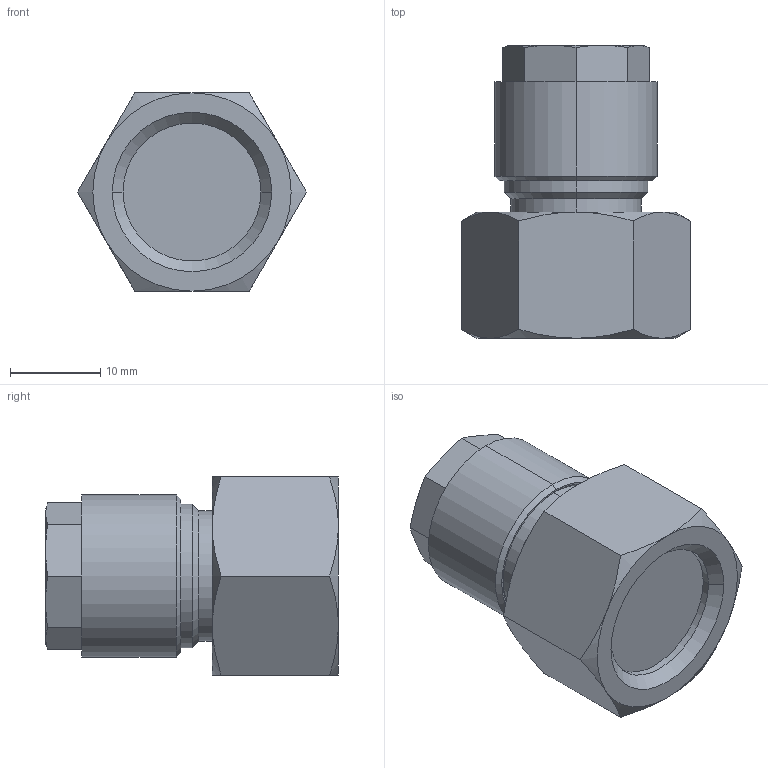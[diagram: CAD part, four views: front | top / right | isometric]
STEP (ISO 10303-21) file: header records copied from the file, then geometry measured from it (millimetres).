
FILE_DESCRIPTION (( 'STEP AP214' ), '1' );
FILE_NAME ('0103000011.step', '2012-09-28T13:21:25', ( '' ), ( '' ), 'SwSTEP 2.0', 'SolidWorks 2012', '' );
FILE_SCHEMA (( 'AUTOMOTIVE_DESIGN' ));
Length unit declared in the file: millimetre
Products named in the file (1): 0103000011
Bounding box: 25.4 x 32.5 x 22 mm (x, y, z)
Volume: 9263.9 mm3; surface area: 3185.4 mm2
Topology: 1 solids, 1 shells, 62 faces, 132 edges, 77 vertices
Faces by surface type: cone 29, plane 21, cylinder 10, torus 2
Entity records: 2471 total; most frequent: CARTESIAN_POINT 464, DIRECTION 269, ORIENTED_EDGE 264, EDGE_CURVE 132, AXIS2_PLACEMENT_3D 114, VERTEX_POINT 77, EDGE_LOOP 67, UNCERTAINTY_MEASURE_WITH_UNIT 65
